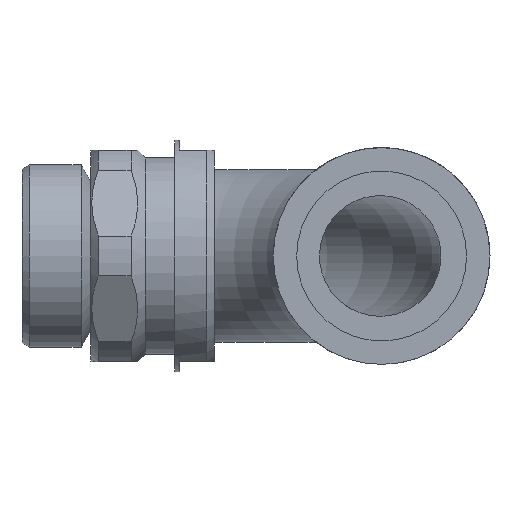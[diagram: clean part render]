
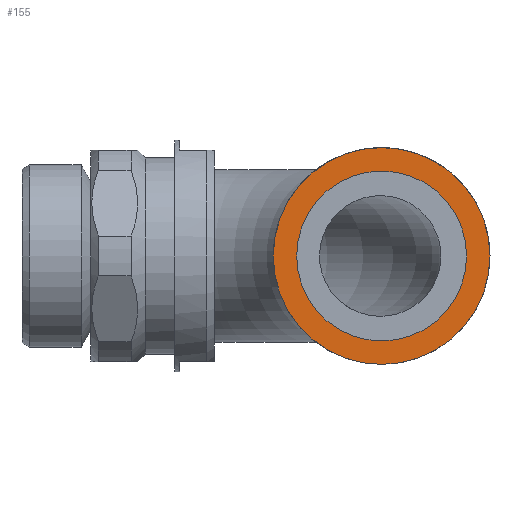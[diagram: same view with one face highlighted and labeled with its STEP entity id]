
A CAD part, left-side view. The second image highlights one B-rep face of the part: STEP entity #155.
In plain terms, the highlighted planar face has unit normal (-1, 0, 0).
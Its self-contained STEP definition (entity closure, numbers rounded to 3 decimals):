
#155 = ADVANCED_FACE( '', ( #359, #360 ), #361, .F. );
#359 = FACE_OUTER_BOUND( '', #580, .T. );
#360 = FACE_BOUND( '', #581, .T. );
#361 = PLANE( '', #582 );
#580 = EDGE_LOOP( '', ( #1213 ) );
#581 = EDGE_LOOP( '', ( #1214 ) );
#582 = AXIS2_PLACEMENT_3D( '', #1215, #1216, #1217 );
#1213 = ORIENTED_EDGE( '', *, *, #1482, .F. );
#1214 = ORIENTED_EDGE( '', *, *, #1480, .T. );
#1215 = CARTESIAN_POINT( '', ( 0., 0., 0. ) );
#1216 = DIRECTION( '', ( 1., 0., 0. ) );
#1217 = DIRECTION( '', ( 0., 0., -1. ) );
#1480 = EDGE_CURVE( '', #1816, #1816, #1817, .T. );
#1482 = EDGE_CURVE( '', #1820, #1820, #1821, .T. );
#1816 = VERTEX_POINT( '', #2812 );
#1817 = CIRCLE( '', #2813, 17.25 );
#1820 = VERTEX_POINT( '', #2912 );
#1821 = CIRCLE( '', #2913, 22. );
#2812 = CARTESIAN_POINT( '', ( 0., 0., -17.25 ) );
#2813 = AXIS2_PLACEMENT_3D( '', #3198, #3199, #3200 );
#2912 = CARTESIAN_POINT( '', ( 0., 0., -22. ) );
#2913 = AXIS2_PLACEMENT_3D( '', #3201, #3202, #3203 );
#3198 = CARTESIAN_POINT( '', ( 0., 0., 0. ) );
#3199 = DIRECTION( '', ( 1., 0., 0. ) );
#3200 = DIRECTION( '', ( 0., 0., -1. ) );
#3201 = CARTESIAN_POINT( '', ( 0., 0., 0. ) );
#3202 = DIRECTION( '', ( 1., 0., 0. ) );
#3203 = DIRECTION( '', ( 0., 0., -1. ) );
